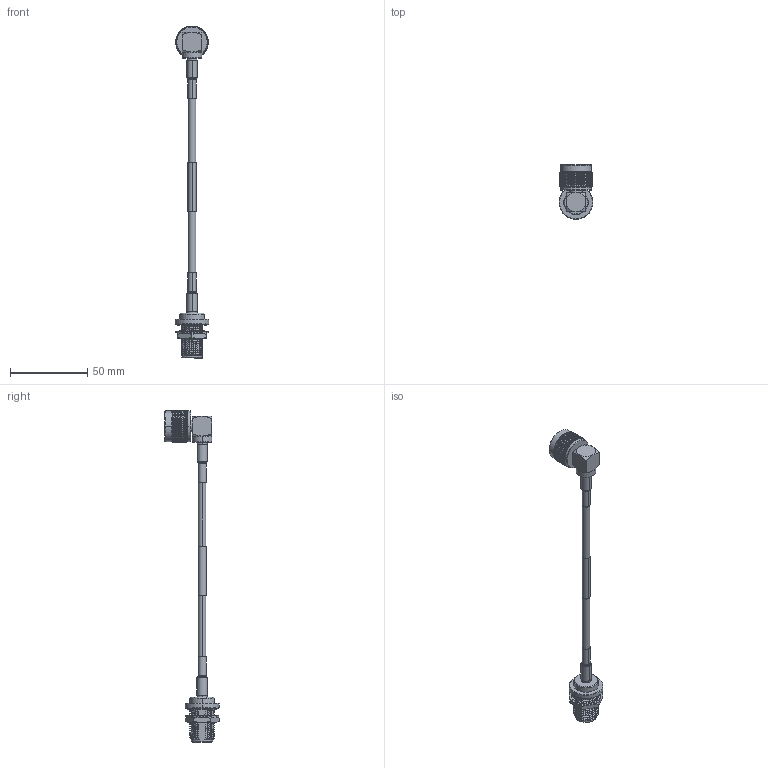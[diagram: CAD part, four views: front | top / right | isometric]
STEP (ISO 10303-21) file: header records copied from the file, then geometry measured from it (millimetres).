
FILE_DESCRIPTION (( 'STEP AP214' ), '1' );
FILE_NAME ('FMC00766_3D.step', '2023-02-10T19:28:48', ( '' ), ( '' ), 'SwSTEP 2.0', 'SolidWorks 2022', '' );
FILE_SCHEMA (( 'AUTOMOTIVE_DESIGN' ));
Length unit declared in the file: inch
Products named in the file (5): Copy of LMR-200^FMC00766; Part7^FMC00766; FMC00766_3D; Copy of PE44844 ¦ SC9188^FMC00766; Copy of PE45047 ¦ FMCN1247^FMC00766
Assembly tree (4 placements, depth 2):
  FMC00766_3D
    Copy of PE44844 ¦ SC9188^FMC00766
    Copy of PE45047 ¦ FMCN1247^FMC00766
    Copy of LMR-200^FMC00766
    Part7^FMC00766
Bounding box: 22 x 35.13 x 215.04 mm (x, y, z)
Volume: 15324.3 mm3; surface area: 15074.7 mm2
Topology: 11 solids, 11 shells, 2956 faces, 6453 edges, 3533 vertices
Faces by surface type: bspline 2133, cylinder 646, plane 90, cone 79, torus 8
Entity records: 170331 total; most frequent: CARTESIAN_POINT 129184, ORIENTED_EDGE 12906, EDGE_CURVE 6453, VERTEX_POINT 3533, EDGE_LOOP 2986, FACE_OUTER_BOUND 2956, ADVANCED_FACE 2956, DIRECTION 2932
